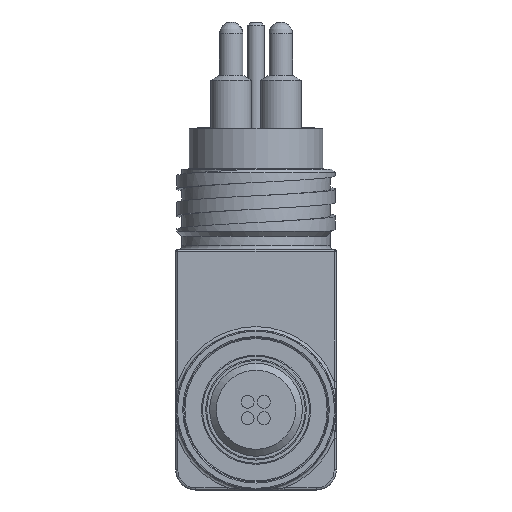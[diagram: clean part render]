
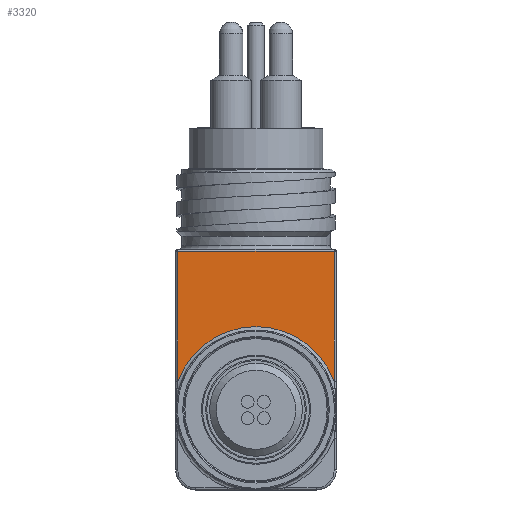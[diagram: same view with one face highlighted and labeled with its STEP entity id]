
A CAD part, front view. The second image highlights one B-rep face of the part: STEP entity #3320.
In plain terms, the highlighted planar face has unit normal (0, -1, 0).
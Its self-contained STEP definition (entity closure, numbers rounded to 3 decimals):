
#340=LINE('',#7144,#519);
#341=LINE('',#7146,#520);
#342=LINE('',#7149,#521);
#519=VECTOR('',#4423,1000.);
#520=VECTOR('',#4424,1000.);
#521=VECTOR('',#4427,1000.);
#725=FACE_OUTER_BOUND('',#932,.T.);
#932=EDGE_LOOP('',(#2659,#2660,#2661,#2662));
#1154=CIRCLE('',#3660,9.868);
#1469=VERTEX_POINT('',#7142);
#1470=VERTEX_POINT('',#7143);
#1471=VERTEX_POINT('',#7145);
#1472=VERTEX_POINT('',#7147);
#1888=EDGE_CURVE('',#1469,#1470,#340,.T.);
#1889=EDGE_CURVE('',#1470,#1471,#341,.T.);
#1890=EDGE_CURVE('',#1471,#1472,#1154,.T.);
#1891=EDGE_CURVE('',#1472,#1469,#342,.T.);
#2659=ORIENTED_EDGE('',*,*,#1888,.T.);
#2660=ORIENTED_EDGE('',*,*,#1889,.T.);
#2661=ORIENTED_EDGE('',*,*,#1890,.T.);
#2662=ORIENTED_EDGE('',*,*,#1891,.T.);
#2992=PLANE('',#3659);
#3320=ADVANCED_FACE('',(#725),#2992,.F.);
#3659=AXIS2_PLACEMENT_3D('',#7141,#4421,#4422);
#3660=AXIS2_PLACEMENT_3D('',#7148,#4425,#4426);
#4421=DIRECTION('center_axis',(0.,1.,0.));
#4422=DIRECTION('ref_axis',(1.,0.,0.));
#4423=DIRECTION('',(-1.,0.,0.));
#4424=DIRECTION('',(0.,0.,-1.));
#4425=DIRECTION('center_axis',(0.,1.,0.));
#4426=DIRECTION('ref_axis',(1.,0.,0.));
#4427=DIRECTION('',(0.,0.,1.));
#7141=CARTESIAN_POINT('Origin',(19.05,-19.05,-0.023));
#7142=CARTESIAN_POINT('',(18.796,-19.05,-9.802));
#7143=CARTESIAN_POINT('',(0.254,-19.05,-9.802));
#7144=CARTESIAN_POINT('',(0.,-19.05,-9.802));
#7145=CARTESIAN_POINT('',(0.254,-19.05,-25.218));
#7146=CARTESIAN_POINT('',(0.254,-19.05,-26.019));
#7147=CARTESIAN_POINT('',(18.796,-19.05,-25.218));
#7148=CARTESIAN_POINT('Origin',(9.525,-19.05,-28.598));
#7149=CARTESIAN_POINT('',(18.796,-19.05,-0.023));
